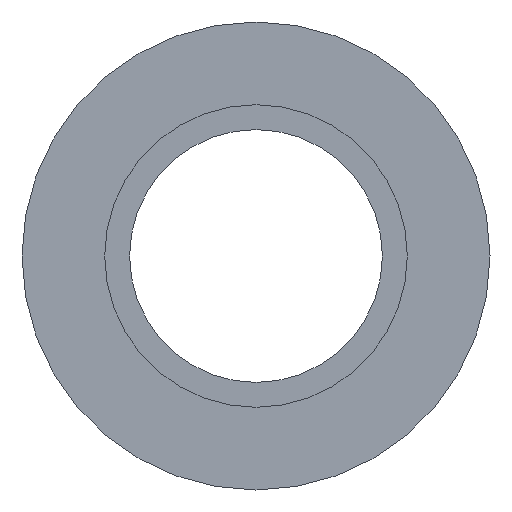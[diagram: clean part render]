
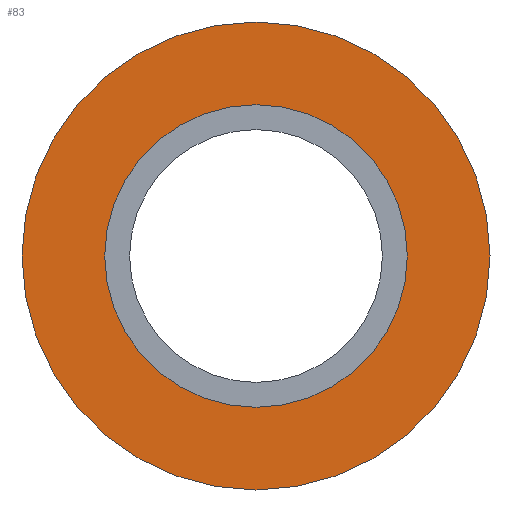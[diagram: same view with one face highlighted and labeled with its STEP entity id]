
A CAD part, left-side view. The second image highlights one B-rep face of the part: STEP entity #83.
In plain terms, the highlighted planar face has unit normal (-1, 0, 0).
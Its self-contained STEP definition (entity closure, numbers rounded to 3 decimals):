
#20=PLANE($,#98);
#26=FACE_BOUND($,#44,.T.);
#32=FACE_OUTER_BOUND($,#43,.T.);
#43=EDGE_LOOP($,(#73));
#44=EDGE_LOOP($,(#74));
#47=CIRCLE($,#91,1.765);
#50=CIRCLE($,#96,2.73);
#53=VERTEX_POINT($,#132);
#56=VERTEX_POINT($,#140);
#59=EDGE_CURVE($,#53,#53,#47,.T.);
#62=EDGE_CURVE($,#56,#56,#50,.T.);
#73=ORIENTED_EDGE($,*,*,#62,.F.);
#74=ORIENTED_EDGE($,*,*,#59,.T.);
#83=ADVANCED_FACE($,(#32,#26),#20,.F.);
#91=AXIS2_PLACEMENT_3D($,#133,#109,#110);
#96=AXIS2_PLACEMENT_3D($,#141,#119,#120);
#98=AXIS2_PLACEMENT_3D($,#143,#123,#124);
#109=DIRECTION('center_axis',(1.,0.,0.));
#110=DIRECTION('ref_axis',(0.,0.,1.));
#119=DIRECTION('center_axis',(1.,0.,0.));
#120=DIRECTION('ref_axis',(0.,0.,1.));
#123=DIRECTION('center_axis',(1.,0.,0.));
#124=DIRECTION('ref_axis',(0.,0.,-1.));
#132=CARTESIAN_POINT('',(0.,0.,-1.765));
#133=CARTESIAN_POINT('Origin',(0.,0.,0.));
#140=CARTESIAN_POINT('',(0.,0.,-2.73));
#141=CARTESIAN_POINT('Origin',(0.,0.,0.));
#143=CARTESIAN_POINT('Origin',(0.,0.,
0.));
